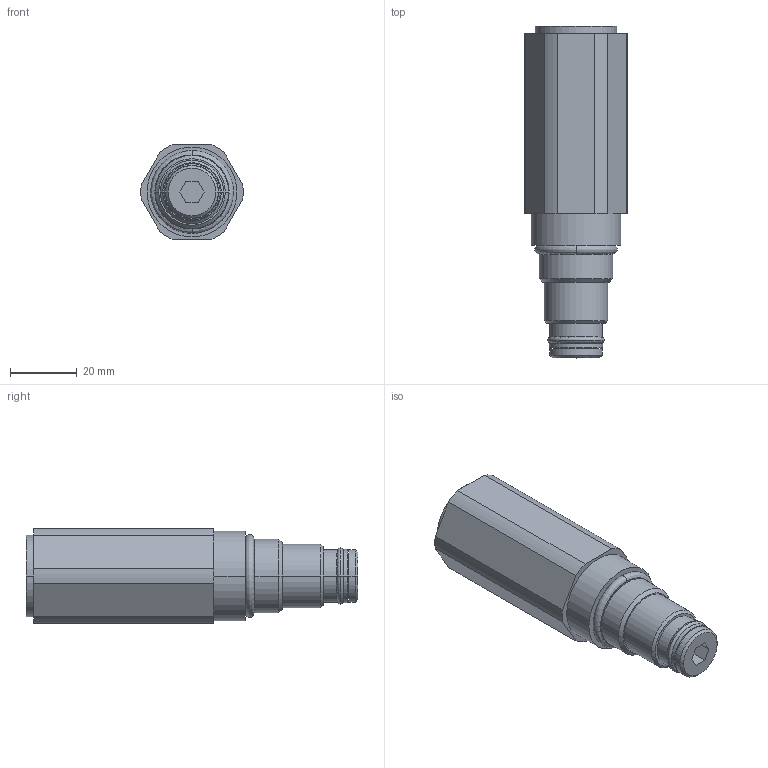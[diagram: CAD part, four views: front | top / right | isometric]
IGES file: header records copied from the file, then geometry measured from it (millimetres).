
Start section:  PTC IGES file: ilc70543006.igs
Global section: file name: ilc70543006.igs; native system: Pro/ENGINEER by Parametric Technology Corporation; preprocessor: 2004290; author: KR; organization: Unknown; date: 050504.084430; units: inch
Bounding box: 30.7 x 99.64 x 28.57 mm (x, y, z)
Surface area: 11139.9 mm2 (no closed solid volume)
Topology: 0 solids, 0 shells, 73 faces, 328 edges, 328 vertices
Faces by surface type: revolution 42, bspline 31
